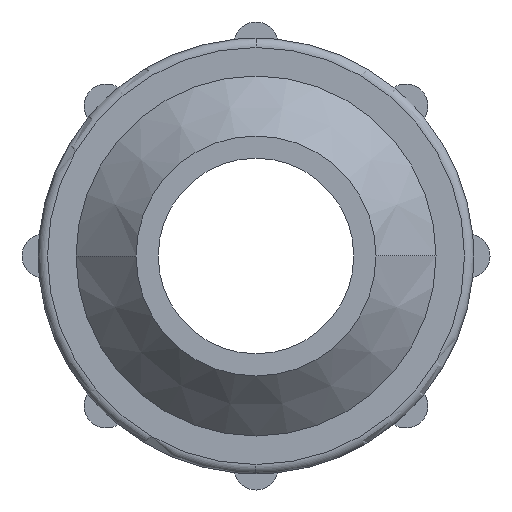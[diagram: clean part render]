
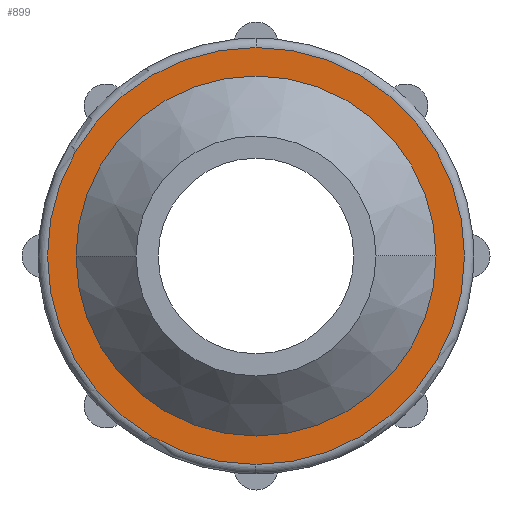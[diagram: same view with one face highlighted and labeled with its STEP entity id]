
A CAD part, left-side view. The second image highlights one B-rep face of the part: STEP entity #899.
In plain terms, the highlighted planar face has unit normal (-1, 0, 0).
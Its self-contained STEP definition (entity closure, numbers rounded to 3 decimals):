
#455 = VERTEX_POINT( '', #1091 );
#553 = VERTEX_POINT( '', #1200 );
#555 = EDGE_CURVE( '', #929, #761, #1202, .T. );
#561 = EDGE_CURVE( '', #761, #553, #1209, .T. );
#623 = EDGE_CURVE( '', #807, #455, #1273, .T. );
#679 = EDGE_CURVE( '', #553, #929, #1338, .T. );
#761 = VERTEX_POINT( '', #1430 );
#807 = VERTEX_POINT( '', #1479 );
#881 = EDGE_CURVE( '', #455, #807, #1562, .T. );
#899 = ADVANCED_FACE( '', ( #1582, #1583 ), #1584, .T. );
#929 = VERTEX_POINT( '', #1615 );
#1091 = CARTESIAN_POINT( '', ( 52., 30., 0. ) );
#1200 = CARTESIAN_POINT( '', ( 52., 34.75, 0. ) );
#1202 = CIRCLE( '', #2174, 34.75 );
#1209 = CIRCLE( '', #2182, 34.75 );
#1273 = CIRCLE( '', #2333, 30. );
#1338 = CIRCLE( '', #2412, 34.75 );
#1430 = CARTESIAN_POINT( '', ( 52., 0., 34.75 ) );
#1479 = CARTESIAN_POINT( '', ( 52., -30., 0. ) );
#1562 = CIRCLE( '', #2774, 30. );
#1582 = FACE_BOUND( '', #2801, .T. );
#1583 = FACE_OUTER_BOUND( '', #2802, .T. );
#1584 = PLANE( '', #2803 );
#1615 = CARTESIAN_POINT( '', ( 52., 0., -34.75 ) );
#2174 = AXIS2_PLACEMENT_3D( '', #3219, #3220, #3221 );
#2182 = AXIS2_PLACEMENT_3D( '', #3237, #3238, #3239 );
#2333 = AXIS2_PLACEMENT_3D( '', #3290, #3291, #3292 );
#2412 = AXIS2_PLACEMENT_3D( '', #3383, #3384, #3385 );
#2774 = AXIS2_PLACEMENT_3D( '', #3682, #3683, #3684 );
#2801 = EDGE_LOOP( '', ( #3708, #3709 ) );
#2802 = EDGE_LOOP( '', ( #3710, #3711, #3712 ) );
#2803 = AXIS2_PLACEMENT_3D( '', #3713, #3714, #3715 );
#3219 = CARTESIAN_POINT( '', ( 52., 0., 0. ) );
#3220 = DIRECTION( '', ( -1., 0., 0. ) );
#3221 = DIRECTION( '', ( 0., 1., 0. ) );
#3237 = CARTESIAN_POINT( '', ( 52., 0., 0. ) );
#3238 = DIRECTION( '', ( -1., 0., 0. ) );
#3239 = DIRECTION( '', ( 0., 1., 0. ) );
#3290 = CARTESIAN_POINT( '', ( 52., 0., 0. ) );
#3291 = DIRECTION( '', ( -1., 0., 0. ) );
#3292 = DIRECTION( '', ( 0., 1., 0. ) );
#3383 = CARTESIAN_POINT( '', ( 52., 0., 0. ) );
#3384 = DIRECTION( '', ( -1., 0., 0. ) );
#3385 = DIRECTION( '', ( 0., 1., 0. ) );
#3682 = CARTESIAN_POINT( '', ( 52., 0., 0. ) );
#3683 = DIRECTION( '', ( -1., 0., 0. ) );
#3684 = DIRECTION( '', ( 0., 1., 0. ) );
#3708 = ORIENTED_EDGE( '', *, *, #881, .F. );
#3709 = ORIENTED_EDGE( '', *, *, #623, .F. );
#3710 = ORIENTED_EDGE( '', *, *, #679, .T. );
#3711 = ORIENTED_EDGE( '', *, *, #555, .T. );
#3712 = ORIENTED_EDGE( '', *, *, #561, .T. );
#3713 = CARTESIAN_POINT( '', ( 52., 32.375, 0. ) );
#3714 = DIRECTION( '', ( -1., 0., 0. ) );
#3715 = DIRECTION( '', ( 0., 1., 0. ) );
